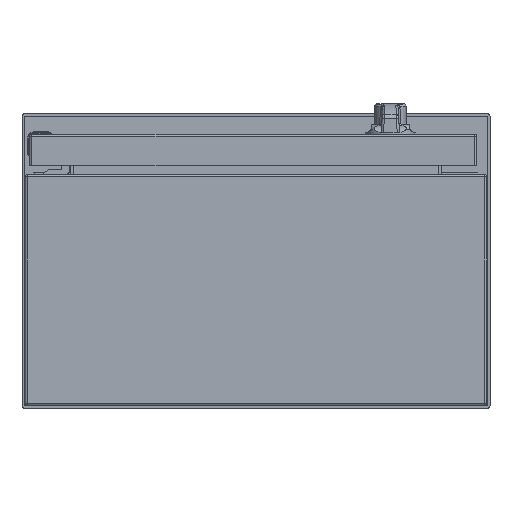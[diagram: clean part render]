
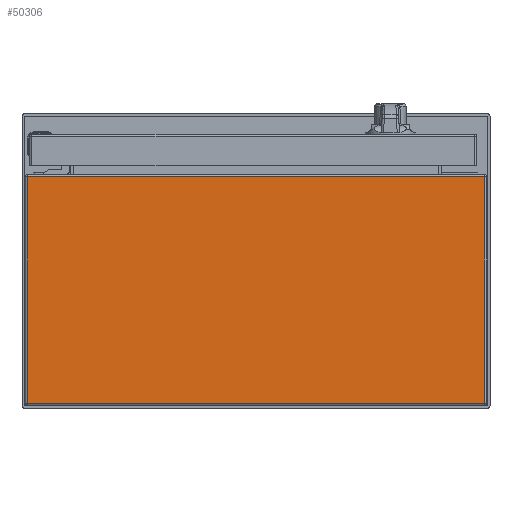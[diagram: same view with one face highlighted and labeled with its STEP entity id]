
A CAD part, front view. The second image highlights one B-rep face of the part: STEP entity #50306.
In plain terms, the highlighted planar face has unit normal (0, -1, 0).
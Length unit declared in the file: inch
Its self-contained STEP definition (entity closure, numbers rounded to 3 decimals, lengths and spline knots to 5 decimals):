
#605 = LINE ( 'NONE', #14917, #42441 ) ;
#3864 = EDGE_CURVE ( 'NONE', #10509, #54898, #605, .T. ) ;
#5378 = FACE_OUTER_BOUND ( 'NONE', #39517, .T. ) ;
#7538 = CARTESIAN_POINT ( 'NONE',  ( -12., -0.06, 0. ) ) ;
#10509 = VERTEX_POINT ( 'NONE', #11758 ) ;
#10928 = CARTESIAN_POINT ( 'NONE',  ( -11.94, -0.06, -5.88 ) ) ;
#11758 = CARTESIAN_POINT ( 'NONE',  ( -0.06, -0.06, 0. ) ) ;
#12320 = EDGE_CURVE ( 'NONE', #39025, #10509, #42998, .T. ) ;
#12727 = VERTEX_POINT ( 'NONE', #10928 ) ;
#12972 = VECTOR ( 'NONE', #21268, 39.37008 ) ;
#14917 = CARTESIAN_POINT ( 'NONE',  ( -0.06, -0.06, 0.06 ) ) ;
#17539 = AXIS2_PLACEMENT_3D ( 'NONE', #18237, #18541, #53128 ) ;
#18051 = DIRECTION ( 'NONE',  ( 0., 0., -1. ) ) ;
#18237 = CARTESIAN_POINT ( 'NONE',  ( -12., -0.06, 0.06 ) ) ;
#18541 = DIRECTION ( 'NONE',  ( 0., 1., 0. ) ) ;
#21268 = DIRECTION ( 'NONE',  ( 1., 0., 0. ) ) ;
#21366 = ORIENTED_EDGE ( 'NONE', *, *, #3864, .F. ) ;
#28138 = CARTESIAN_POINT ( 'NONE',  ( -12., -0.06, -5.88 ) ) ;
#28421 = LINE ( 'NONE', #28138, #37266 ) ;
#32673 = CARTESIAN_POINT ( 'NONE',  ( -11.94, -0.06, 0. ) ) ;
#32701 = DIRECTION ( 'NONE',  ( 0., 0., 1. ) ) ;
#34928 = EDGE_CURVE ( 'NONE', #54898, #12727, #28421, .T. ) ;
#36409 = ORIENTED_EDGE ( 'NONE', *, *, #12320, .F. ) ;
#37266 = VECTOR ( 'NONE', #45868, 39.37008 ) ;
#38459 = ORIENTED_EDGE ( 'NONE', *, *, #34928, .F. ) ;
#39025 = VERTEX_POINT ( 'NONE', #32673 ) ;
#39517 = EDGE_LOOP ( 'NONE', ( #42424, #38459, #21366, #36409 ) ) ;
#40262 = PLANE ( 'NONE',  #17539 ) ;
#40538 = CARTESIAN_POINT ( 'NONE',  ( -0.06, -0.06, -5.88 ) ) ;
#42424 = ORIENTED_EDGE ( 'NONE', *, *, #55456, .F. ) ;
#42441 = VECTOR ( 'NONE', #18051, 39.37008 ) ;
#42998 = LINE ( 'NONE', #7538, #12972 ) ;
#45868 = DIRECTION ( 'NONE',  ( -1., 0., 0. ) ) ;
#46114 = LINE ( 'NONE', #46382, #50608 ) ;
#46382 = CARTESIAN_POINT ( 'NONE',  ( -11.94, -0.06, 0.06 ) ) ;
#50306 = ADVANCED_FACE ( 'NONE', ( #5378 ), #40262, .F. ) ;
#50608 = VECTOR ( 'NONE', #32701, 39.37008 ) ;
#53128 = DIRECTION ( 'NONE',  ( -1., 0., 0. ) ) ;
#54898 = VERTEX_POINT ( 'NONE', #40538 ) ;
#55456 = EDGE_CURVE ( 'NONE', #12727, #39025, #46114, .T. ) ;
